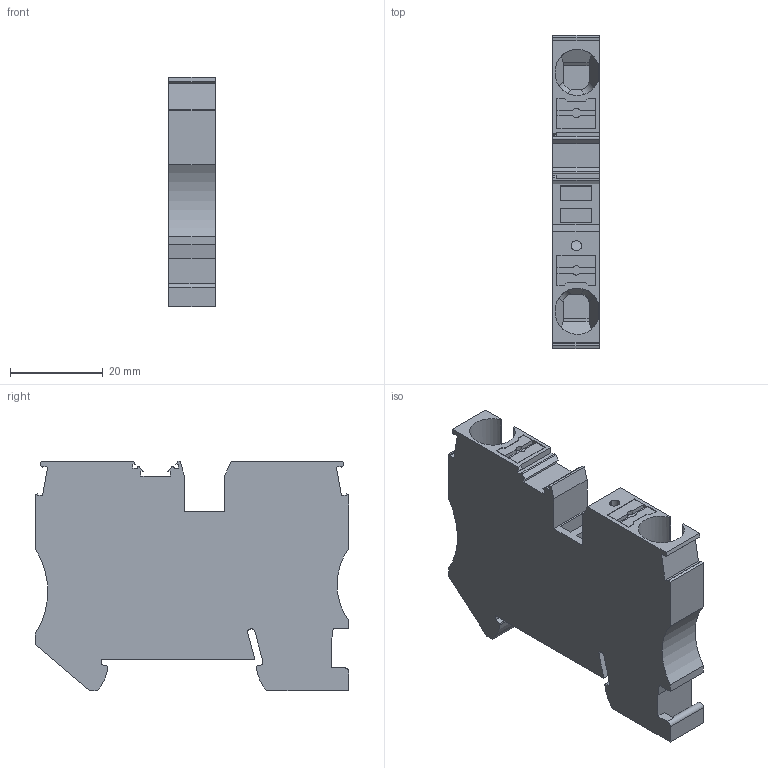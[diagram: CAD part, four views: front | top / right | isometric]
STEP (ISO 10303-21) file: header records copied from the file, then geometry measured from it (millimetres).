
FILE_DESCRIPTION(('Creo Elements/Direct Modeling STEP Export'),'2;1');
FILE_NAME('model.stp','2021-01-08T 0:08:01',(''),(''),'Creo Elements/Direct Modeling STEP processor for AP214 (Solid Model)','Creo Elements/Direct Modeling 20.1A 29-Sep-2018 (C) Parametric Technology GmbH','');
FILE_SCHEMA(('AUTOMOTIVE_DESIGN { 1 0 10303 214 1 1 1 1 }'));
Length unit declared in the file: millimetre
Products named in the file (2): PT_10_OG-select
Assembly tree (1 placements, depth 2):
  PT_10_OG-select
    PT_10_OG-select
Bounding box: 10.15 x 67.7 x 49.55 mm (x, y, z)
Volume: 24535.5 mm3; surface area: 10983.3 mm2
Topology: 1 solids, 1 shells, 173 faces, 490 edges, 324 vertices
Faces by surface type: plane 141, cylinder 32
Entity records: 8008 total; most frequent: CARTESIAN_POINT 2047, ORIENTED_EDGE 980, DIRECTION 889, EDGE_CURVE 490, VECTOR 413, LINE 413, VERTEX_POINT 324, AXIS2_PLACEMENT_3D 238
